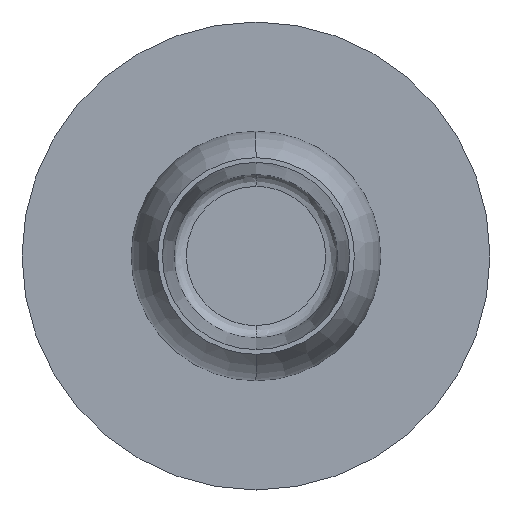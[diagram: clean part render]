
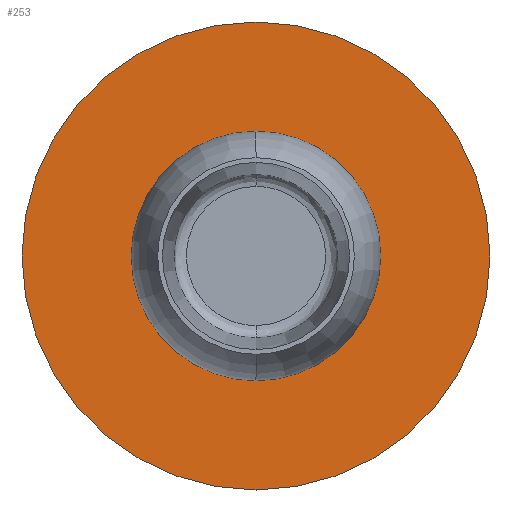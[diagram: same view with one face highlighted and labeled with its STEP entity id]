
A CAD part, front view. The second image highlights one B-rep face of the part: STEP entity #253.
In plain terms, the highlighted planar face has unit normal (0, -1, 0).
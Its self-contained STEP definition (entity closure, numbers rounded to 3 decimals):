
#4 = AXIS2_PLACEMENT_3D ( 'NONE', #9, #576, #531 ) ;
#9 = CARTESIAN_POINT ( 'NONE',  ( -0.2, 0., 0. ) ) ;
#16 = DIRECTION ( 'NONE',  ( 0., -1., 0. ) ) ;
#31 = ORIENTED_EDGE ( 'NONE', *, *, #401, .T. ) ;
#36 = CIRCLE ( 'NONE', #4, 7.5 ) ;
#43 = DIRECTION ( 'NONE',  ( 0., 1., 0. ) ) ;
#53 = CARTESIAN_POINT ( 'NONE',  ( -0.2, 0., -4. ) ) ;
#62 = EDGE_LOOP ( 'NONE', ( #31, #334 ) ) ;
#75 = VERTEX_POINT ( 'NONE', #53 ) ;
#86 = VERTEX_POINT ( 'NONE', #358 ) ;
#118 = FACE_BOUND ( 'NONE', #62, .T. ) ;
#134 = AXIS2_PLACEMENT_3D ( 'NONE', #144, #653, #348 ) ;
#144 = CARTESIAN_POINT ( 'NONE',  ( -0.2, 0., 0. ) ) ;
#168 = EDGE_CURVE ( 'NONE', #86, #270, #271, .T. ) ;
#180 = FACE_OUTER_BOUND ( 'NONE', #631, .T. ) ;
#193 = DIRECTION ( 'NONE',  ( 0., 0., 1. ) ) ;
#222 = DIRECTION ( 'NONE',  ( 0., 0., 1. ) ) ;
#243 = ORIENTED_EDGE ( 'NONE', *, *, #168, .F. ) ;
#246 = CARTESIAN_POINT ( 'NONE',  ( -0.2, 0., 0. ) ) ;
#253 = ADVANCED_FACE ( 'NONE', ( #118, #180 ), #420, .T. ) ;
#270 = VERTEX_POINT ( 'NONE', #647 ) ;
#271 = CIRCLE ( 'NONE', #381, 7.5 ) ;
#317 = CARTESIAN_POINT ( 'NONE',  ( -0.2, 0., 0. ) ) ;
#334 = ORIENTED_EDGE ( 'NONE', *, *, #405, .T. ) ;
#348 = DIRECTION ( 'NONE',  ( 0., 0., 1. ) ) ;
#358 = CARTESIAN_POINT ( 'NONE',  ( -0.2, 0., -7.5 ) ) ;
#379 = ORIENTED_EDGE ( 'NONE', *, *, #645, .F. ) ;
#381 = AXIS2_PLACEMENT_3D ( 'NONE', #483, #387, #222 ) ;
#387 = DIRECTION ( 'NONE',  ( 0., 1., 0. ) ) ;
#401 = EDGE_CURVE ( 'NONE', #677, #75, #518, .T. ) ;
#405 = EDGE_CURVE ( 'NONE', #75, #677, #517, .T. ) ;
#420 = PLANE ( 'NONE',  #563 ) ;
#483 = CARTESIAN_POINT ( 'NONE',  ( -0.2, 0., 0. ) ) ;
#487 = DIRECTION ( 'NONE',  ( 0., 0., -1. ) ) ;
#517 = CIRCLE ( 'NONE', #656, 4. ) ;
#518 = CIRCLE ( 'NONE', #134, 4. ) ;
#531 = DIRECTION ( 'NONE',  ( 0., 0., 1. ) ) ;
#563 = AXIS2_PLACEMENT_3D ( 'NONE', #317, #16, #487 ) ;
#576 = DIRECTION ( 'NONE',  ( 0., 1., 0. ) ) ;
#604 = CARTESIAN_POINT ( 'NONE',  ( -0.2, 0., 4. ) ) ;
#631 = EDGE_LOOP ( 'NONE', ( #379, #243 ) ) ;
#645 = EDGE_CURVE ( 'NONE', #270, #86, #36, .T. ) ;
#647 = CARTESIAN_POINT ( 'NONE',  ( -0.2, 0., 7.5 ) ) ;
#653 = DIRECTION ( 'NONE',  ( 0., 1., 0. ) ) ;
#656 = AXIS2_PLACEMENT_3D ( 'NONE', #246, #43, #193 ) ;
#677 = VERTEX_POINT ( 'NONE', #604 ) ;
